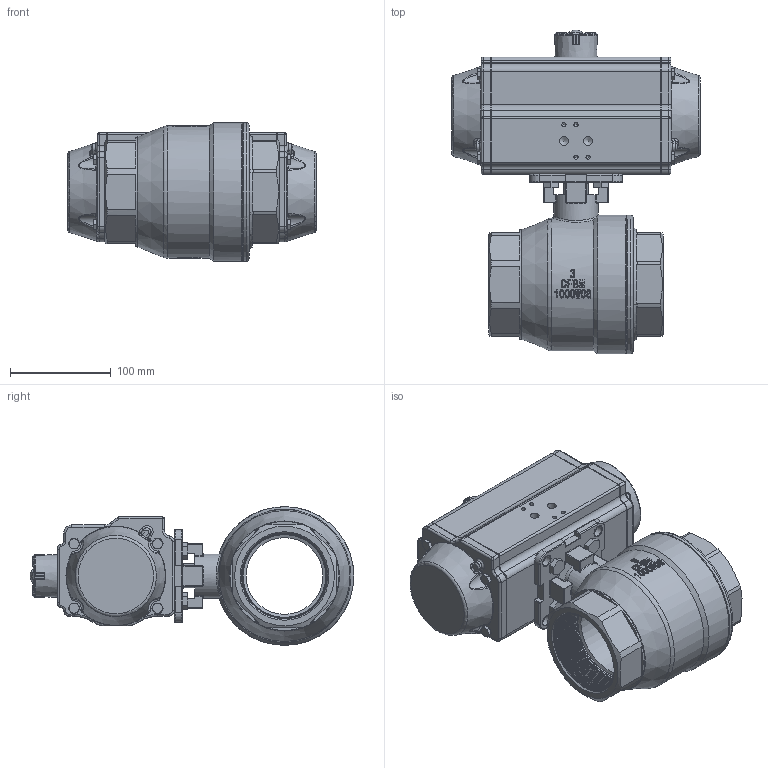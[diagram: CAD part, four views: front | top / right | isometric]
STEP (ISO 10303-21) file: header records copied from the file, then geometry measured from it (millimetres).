
FILE_DESCRIPTION(/* description */ ('Unknown'),/* implementation_level */ '2;1');
FILE_NAME(/* name */ 'DW05_FR04 9650-11',/* time_stamp */ '2022-10-24T10:48:56+02:00',/* author */ ('Unknown'),/* organization */ ('Unknown'),/* preprocessor_version */ 'ST-DEVELOPER v16.7',/* originating_system */ 'Solid Edge',/* authorisation */ 'Unknown');
FILE_SCHEMA (('AUTOMOTIVE_DESIGN {1 0 10303 214 3 1 1}'));
Products named in the file (13): DW110-8.650.080; DW05_FR04_(DW110_FR81); ____; ________(___________; _____________; ______; hexagon head bolts--product grade c gb_GB_FASTENER_BOLT_HHBC M6X30-N; cup head nib bolts with large head gb_GB_FASTENER_BOLT_CHNBW M6X25-N; KP-88; 8.650.080; 3-1000WOG KV-L20  DN80____; Spindel_DN80; M8x20
Assembly tree (24 placements, depth 4):
  DW110-8.650.080
    DW05_FR04_(DW110_FR81)
      ____
        ________(___________  x2
        _____________  x2
        ______
      hexagon head bolts--product grade c gb_GB_FASTENER_BOLT_HHBC M6X30-N  x8
      cup head nib bolts with large head gb_GB_FASTENER_BOLT_CHNBW M6X25-N
      KP-88
    8.650.080
      3-1000WOG KV-L20  DN80____
      Spindel_DN80
    M8x20  x4
Bounding box: 246 x 320.45 x 137.3 mm (x, y, z)
Volume: 3727303.7 mm3; surface area: 326976.4 mm2
Topology: 21 solids, 21 shells, 1600 faces, 4051 edges, 2534 vertices
Faces by surface type: plane 548, cylinder 470, bspline 254, cone 156, torus 153, sphere 19
Full cylindrical faces by diameter (mm): 3 x16, 3.3 x10, 4.2 x4, 4.66 x1, 5 x17, 6 x9, 6.2 x1, 6.8 x4, 8 x4, 8.8 x2, 11 x8, 24 x1, 24.6 x1, 24.8 x1, 35.2 x1, 38.5 x1, 44 x1, 48 x1, 76 x1, 82.241 x2, 108 x1, 137.3 x2
Entity records: 88249 total; most frequent: CARTESIAN_POINT 58557, ORIENTED_EDGE 6226, DIRECTION 5714, EDGE_CURVE 3113, AXIS2_PLACEMENT_3D 2226, VERTEX_POINT 2088, FACE_BOUND 1565, EDGE_LOOP 1542
